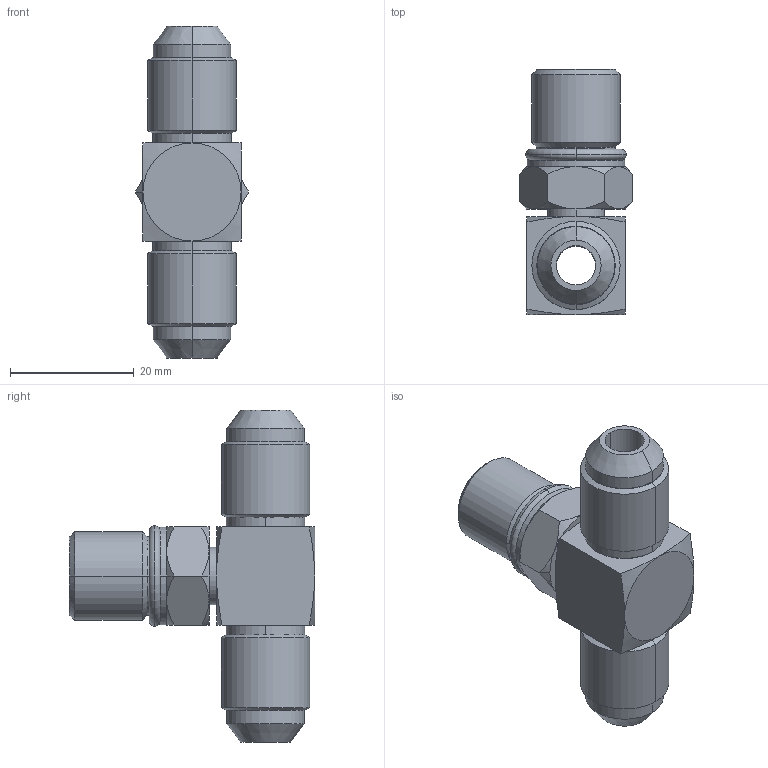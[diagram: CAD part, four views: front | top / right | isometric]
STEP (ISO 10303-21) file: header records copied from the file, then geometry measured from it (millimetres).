
FILE_DESCRIPTION((''),'2;1');
FILE_NAME('ILC30241566','2022-09-06T10:54:19',('rkuestersteffen'),(''),'CREO PARAMETRIC BY PTC INC, 2021164','CREO PARAMETRIC BY PTC INC, 2021164','');
FILE_SCHEMA(('AUTOMOTIVE_DESIGN { 1 0 10303 214 1 1 1 1 }'));
Length unit declared in the file: inch
Products named in the file (1): ILC30241566
Bounding box: 18.33 x 39.7 x 53.72 mm (x, y, z)
Volume: 10809.8 mm3; surface area: 7938.5 mm2
Topology: 2 solids, 5 shells, 90 faces, 197 edges, 114 vertices
Faces by surface type: cone 38, cylinder 30, plane 18, torus 4
Entity records: 3524 total; most frequent: CARTESIAN_POINT 723, DIRECTION 463, ORIENTED_EDGE 382, PRESENTATION_STYLE_ASSIGNMENT 212, STYLED_ITEM 208, CURVE_STYLE 203, AXIS2_PLACEMENT_3D 198, EDGE_CURVE 197
